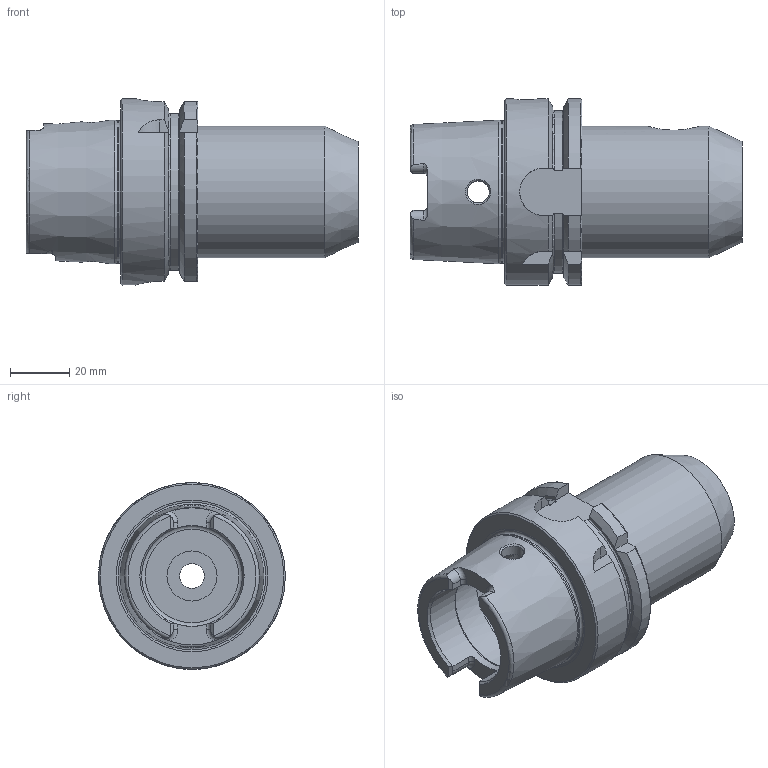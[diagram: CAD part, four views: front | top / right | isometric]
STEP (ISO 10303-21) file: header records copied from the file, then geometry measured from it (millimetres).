
FILE_DESCRIPTION(/* description */ (''),/* implementation_level */ '2;1');
FILE_NAME(/* name */ 'HSK63A-EMH19.05C-3.15.stp',/* time_stamp */ '2024-01-22T16:49:41+09:00',/* author */ ('SSKT'),/* organization */ (''),/* preprocessor_version */ 'ST-DEVELOPER v19.2',/* originating_system */ 'Autodesk Inventor 2024',/* authorisation */ '');
FILE_SCHEMA (('AUTOMOTIVE_DESIGN { 1 0 10303 214 3 1 1 }'));
Length unit declared in the file: millimetre
Products named in the file (1): HSK63A
Bounding box: 112 x 63 x 63 mm (x, y, z)
Volume: 143037.7 mm3; surface area: 33489.7 mm2
Topology: 1 solids, 1 shells, 118 faces, 316 edges, 205 vertices
Faces by surface type: plane 42, cylinder 36, torus 21, cone 17, bspline 2
Full cylindrical faces by diameter (mm): 2.459 x2, 7.5 x2, 8.4 x1, 10 x1, 14.351 x1, 16.917 x1, 19 x1, 19.05 x1, 20.25 x1, 34 x2, 40 x1, 44.45 x1, 48.041 x1, 63 x1
Entity records: 4492 total; most frequent: CARTESIAN_POINT 1541, ORIENTED_EDGE 628, DIRECTION 600, EDGE_CURVE 314, AXIS2_PLACEMENT_3D 245, VERTEX_POINT 205, EDGE_LOOP 133, FACE_OUTER_BOUND 118
